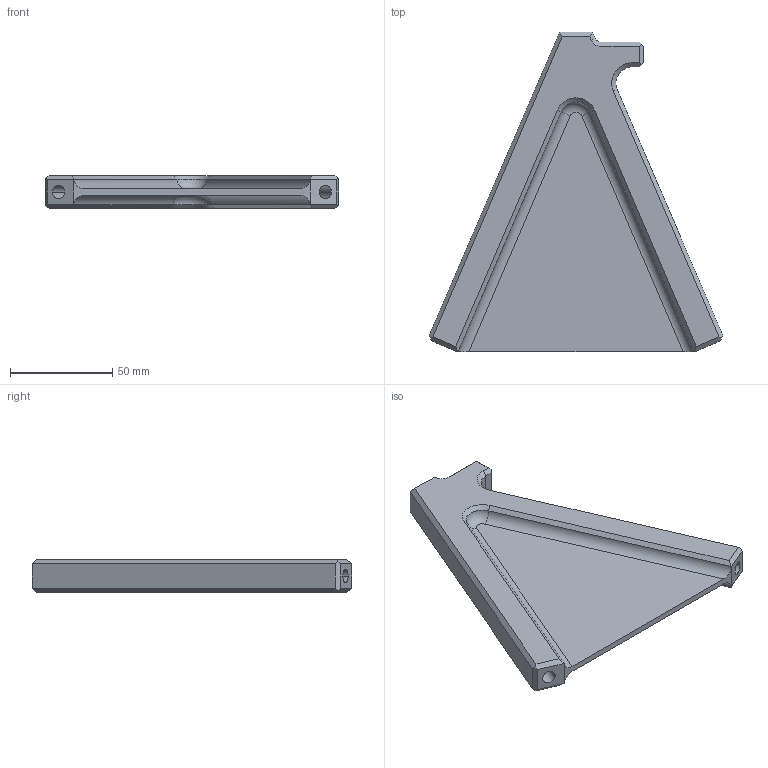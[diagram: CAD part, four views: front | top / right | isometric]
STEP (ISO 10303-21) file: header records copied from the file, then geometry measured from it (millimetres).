
FILE_DESCRIPTION (( 'STEP AP203' ), '1' );
FILE_NAME ('triangles modif mich.STEP', '2023-05-09T19:57:44', ( '' ), ( '' ), 'SwSTEP 2.0', 'SolidWorks 2021', '' );
FILE_SCHEMA (( 'CONFIG_CONTROL_DESIGN' ));
Length unit declared in the file: millimetre
Products named in the file (1): triangles modif mich
Bounding box: 143.42 x 156.32 x 16 mm (x, y, z)
Volume: 106520.9 mm3; surface area: 36419.7 mm2
Topology: 1 solids, 1 shells, 67 faces, 167 edges, 106 vertices
Faces by surface type: plane 44, cylinder 14, cone 7, torus 2
Entity records: 2046 total; most frequent: CARTESIAN_POINT 365, ORIENTED_EDGE 334, DIRECTION 331, EDGE_CURVE 167, LINE 123, VECTOR 123, VERTEX_POINT 106, AXIS2_PLACEMENT_3D 104
